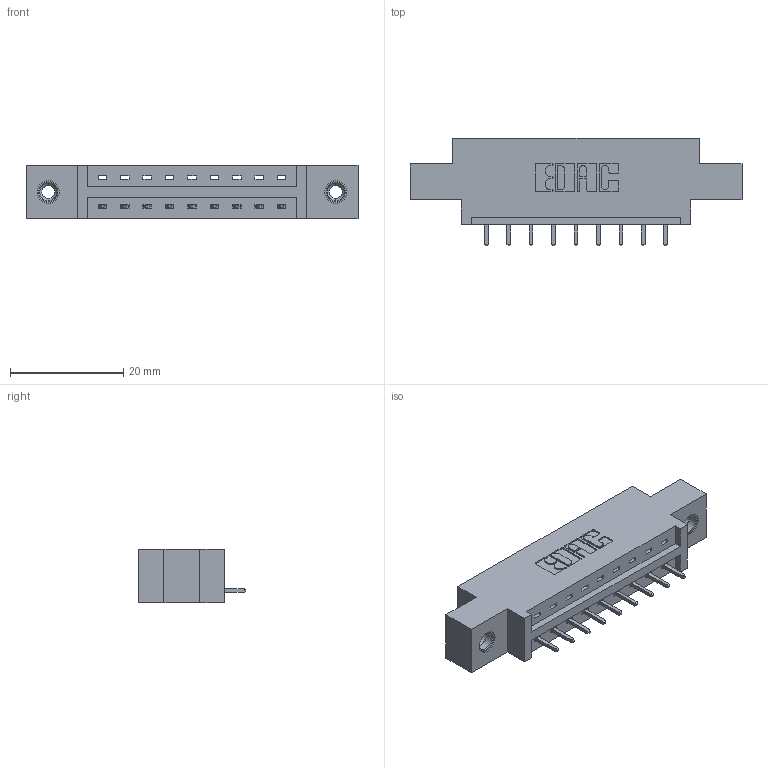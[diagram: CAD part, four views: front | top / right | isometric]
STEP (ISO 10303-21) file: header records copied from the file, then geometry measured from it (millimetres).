
FILE_DESCRIPTION (( 'STEP AP203' ), '1' );
FILE_NAME ('387-009-521-608.STEP', '2018-09-10T05:18:43', ( '' ), ( '' ), 'SwSTEP 2.0', 'SolidWorks 2016', '' );
FILE_SCHEMA (( 'CONFIG_CONTROL_DESIGN' ));
Length unit declared in the file: inch
Products named in the file (4): 337 Part_0.170 Offset - 0.156 Dia-TI; 345-292-001_345-293-121; 345-250-001_345-250-003-102; 387-009-521-608
Assembly tree (12 placements, depth 2):
  387-009-521-608
    337 Part_0.170 Offset - 0.156 Dia-TI
    345-292-001_345-293-121  x9
    345-250-001_345-250-003-102  x2
Bounding box: 58.67 x 19.06 x 9.4 mm (x, y, z)
Volume: 5535.6 mm3; surface area: 5554.6 mm2
Topology: 12 solids, 12 shells, 736 faces, 2151 edges, 1414 vertices
Faces by surface type: plane 520, cylinder 200, cone 12, torus 4
Entity records: 12294 total; most frequent: CARTESIAN_POINT 2120, ORIENTED_EDGE 2058, DIRECTION 1885, EDGE_CURVE 1029, VECTOR 881, LINE 881, VERTEX_POINT 680, AXIS2_PLACEMENT_3D 502
